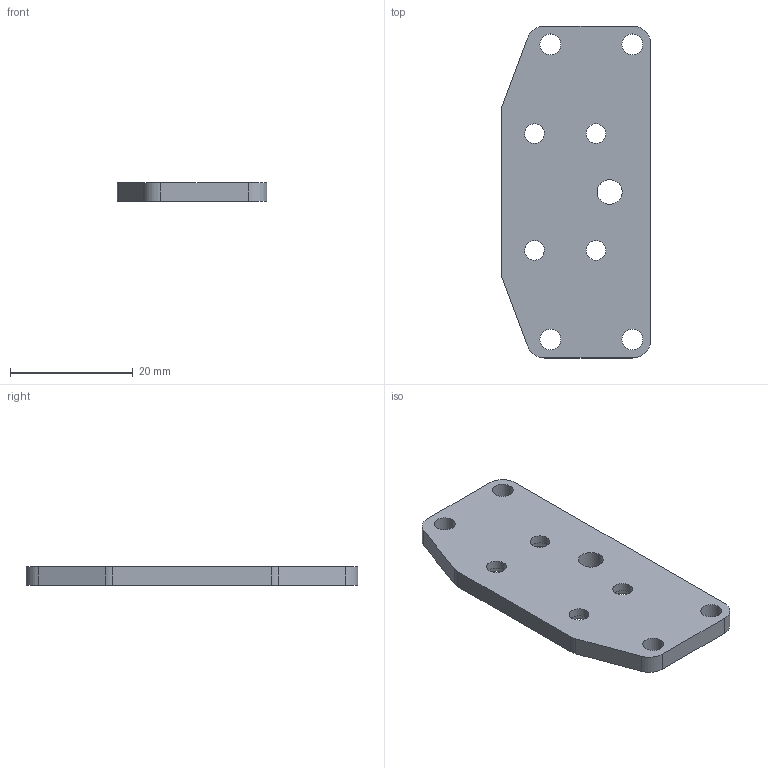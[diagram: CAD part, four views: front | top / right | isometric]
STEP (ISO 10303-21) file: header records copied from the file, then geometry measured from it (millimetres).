
FILE_DESCRIPTION(/* description */ (''),/* implementation_level */ '2;1');
FILE_NAME(/* name */ 'LGX Lite Pro - Hextrudort Adapter Plate.step',/* time_stamp */ '2024-03-21T11:07:35-05:00',/* author */ (''),/* organization */ (''),/* preprocessor_version */ 'ST-DEVELOPER v20',/* originating_system */ 'Autodesk Translation Framework v12.20.1.177',/* authorisation */ '');
FILE_SCHEMA (('AUTOMOTIVE_DESIGN { 1 0 10303 214 3 1 1 }'));
Length unit declared in the file: millimetre
Products named in the file (1): P000036
Bounding box: 24.35 x 54 x 3 mm (x, y, z)
Volume: 3352.2 mm3; surface area: 3098.9 mm2
Topology: 1 solids, 1 shells, 31 faces, 75 edges, 50 vertices
Faces by surface type: cylinder 19, plane 12
Full cylindrical faces by diameter (mm): 3.2 x4, 3.4 x4, 4.05 x1, 6 x4
Entity records: 985 total; most frequent: DIRECTION 177, CARTESIAN_POINT 157, ORIENTED_EDGE 150, EDGE_CURVE 75, AXIS2_PLACEMENT_3D 70, EDGE_LOOP 53, VERTEX_POINT 50, CIRCLE 38
